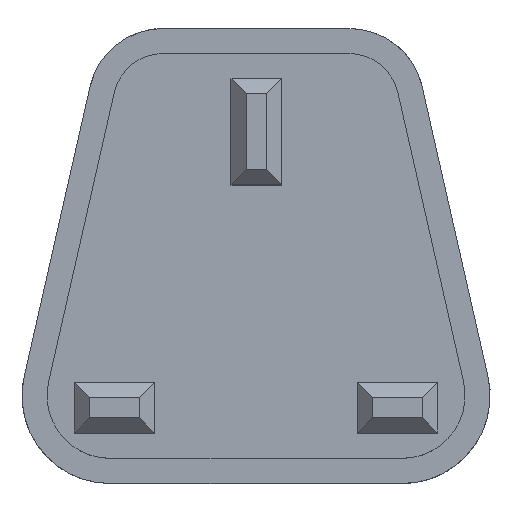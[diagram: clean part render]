
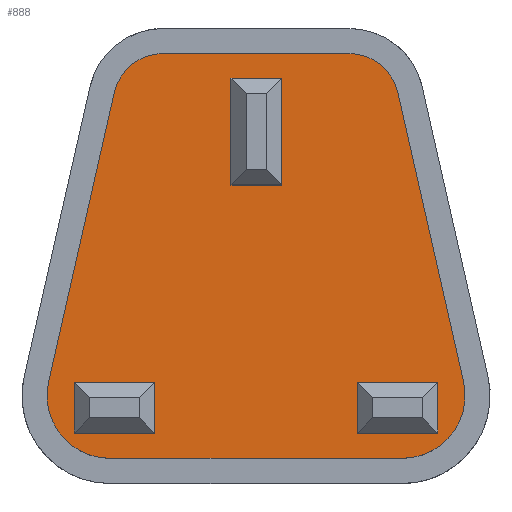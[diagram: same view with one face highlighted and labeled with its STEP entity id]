
A CAD part, top view. The second image highlights one B-rep face of the part: STEP entity #888.
In plain terms, the highlighted planar face has unit normal (0, 0, 1).
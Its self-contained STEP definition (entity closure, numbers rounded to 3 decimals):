
#31=FACE_BOUND('',#140,.T.);
#32=FACE_BOUND('',#141,.T.);
#33=FACE_BOUND('',#142,.T.);
#40=PLANE('',#967);
#83=FACE_OUTER_BOUND('',#139,.T.);
#139=EDGE_LOOP('',(#645,#646,#647,#648,#649,#650,#651,#652));
#140=EDGE_LOOP('',(#653,#654,#655,#656));
#141=EDGE_LOOP('',(#657,#658,#659,#660));
#142=EDGE_LOOP('',(#661,#662,#663,#664));
#192=CIRCLE('',#952,5.);
#194=CIRCLE('',#956,4.);
#196=CIRCLE('',#960,4.);
#198=CIRCLE('',#964,5.);
#216=LINE('',#1290,#313);
#220=LINE('',#1302,#317);
#224=LINE('',#1314,#321);
#228=LINE('',#1325,#325);
#230=LINE('',#1330,#327);
#231=LINE('',#1332,#328);
#232=LINE('',#1334,#329);
#233=LINE('',#1335,#330);
#234=LINE('',#1338,#331);
#235=LINE('',#1340,#332);
#236=LINE('',#1342,#333);
#237=LINE('',#1343,#334);
#238=LINE('',#1346,#335);
#239=LINE('',#1348,#336);
#240=LINE('',#1350,#337);
#241=LINE('',#1351,#338);
#313=VECTOR('',#1040,10.);
#317=VECTOR('',#1052,10.);
#321=VECTOR('',#1064,10.);
#325=VECTOR('',#1076,10.);
#327=VECTOR('',#1080,10.);
#328=VECTOR('',#1081,10.);
#329=VECTOR('',#1082,10.);
#330=VECTOR('',#1083,10.);
#331=VECTOR('',#1084,10.);
#332=VECTOR('',#1085,10.);
#333=VECTOR('',#1086,10.);
#334=VECTOR('',#1087,10.);
#335=VECTOR('',#1088,10.);
#336=VECTOR('',#1089,10.);
#337=VECTOR('',#1090,10.);
#338=VECTOR('',#1091,10.);
#409=VERTEX_POINT('',#1281);
#410=VERTEX_POINT('',#1283);
#412=VERTEX_POINT('',#1289);
#414=VERTEX_POINT('',#1295);
#416=VERTEX_POINT('',#1301);
#418=VERTEX_POINT('',#1307);
#420=VERTEX_POINT('',#1313);
#422=VERTEX_POINT('',#1319);
#424=VERTEX_POINT('',#1328);
#425=VERTEX_POINT('',#1329);
#426=VERTEX_POINT('',#1331);
#427=VERTEX_POINT('',#1333);
#428=VERTEX_POINT('',#1336);
#429=VERTEX_POINT('',#1337);
#430=VERTEX_POINT('',#1339);
#431=VERTEX_POINT('',#1341);
#432=VERTEX_POINT('',#1344);
#433=VERTEX_POINT('',#1345);
#434=VERTEX_POINT('',#1347);
#435=VERTEX_POINT('',#1349);
#487=EDGE_CURVE('',#409,#410,#192,.T.);
#490=EDGE_CURVE('',#410,#412,#216,.T.);
#493=EDGE_CURVE('',#412,#414,#194,.T.);
#496=EDGE_CURVE('',#414,#416,#220,.T.);
#499=EDGE_CURVE('',#416,#418,#196,.T.);
#502=EDGE_CURVE('',#418,#420,#224,.T.);
#505=EDGE_CURVE('',#420,#422,#198,.T.);
#508=EDGE_CURVE('',#422,#409,#228,.T.);
#510=EDGE_CURVE('',#424,#425,#230,.T.);
#511=EDGE_CURVE('',#426,#424,#231,.T.);
#512=EDGE_CURVE('',#427,#426,#232,.T.);
#513=EDGE_CURVE('',#425,#427,#233,.T.);
#514=EDGE_CURVE('',#428,#429,#234,.T.);
#515=EDGE_CURVE('',#430,#428,#235,.T.);
#516=EDGE_CURVE('',#431,#430,#236,.T.);
#517=EDGE_CURVE('',#429,#431,#237,.T.);
#518=EDGE_CURVE('',#432,#433,#238,.T.);
#519=EDGE_CURVE('',#434,#432,#239,.T.);
#520=EDGE_CURVE('',#435,#434,#240,.T.);
#521=EDGE_CURVE('',#433,#435,#241,.T.);
#645=ORIENTED_EDGE('',*,*,#505,.F.);
#646=ORIENTED_EDGE('',*,*,#502,.F.);
#647=ORIENTED_EDGE('',*,*,#499,.F.);
#648=ORIENTED_EDGE('',*,*,#496,.F.);
#649=ORIENTED_EDGE('',*,*,#493,.F.);
#650=ORIENTED_EDGE('',*,*,#490,.F.);
#651=ORIENTED_EDGE('',*,*,#487,.F.);
#652=ORIENTED_EDGE('',*,*,#508,.F.);
#653=ORIENTED_EDGE('',*,*,#510,.F.);
#654=ORIENTED_EDGE('',*,*,#511,.F.);
#655=ORIENTED_EDGE('',*,*,#512,.F.);
#656=ORIENTED_EDGE('',*,*,#513,.F.);
#657=ORIENTED_EDGE('',*,*,#514,.F.);
#658=ORIENTED_EDGE('',*,*,#515,.F.);
#659=ORIENTED_EDGE('',*,*,#516,.F.);
#660=ORIENTED_EDGE('',*,*,#517,.F.);
#661=ORIENTED_EDGE('',*,*,#518,.F.);
#662=ORIENTED_EDGE('',*,*,#519,.F.);
#663=ORIENTED_EDGE('',*,*,#520,.F.);
#664=ORIENTED_EDGE('',*,*,#521,.F.);
#888=ADVANCED_FACE('',(#83,#31,#32,#33),#40,.T.);
#952=AXIS2_PLACEMENT_3D('',#1284,#1033,#1034);
#956=AXIS2_PLACEMENT_3D('',#1296,#1045,#1046);
#960=AXIS2_PLACEMENT_3D('',#1308,#1057,#1058);
#964=AXIS2_PLACEMENT_3D('',#1320,#1069,#1070);
#967=AXIS2_PLACEMENT_3D('',#1327,#1078,#1079);
#1033=DIRECTION('center_axis',(0.,0.,
-1.));
#1034=DIRECTION('ref_axis',(-0.975,0.221,0.));
#1040=DIRECTION('',(0.221,0.975,0.));
#1045=DIRECTION('center_axis',(0.,0.,
-1.));
#1046=DIRECTION('ref_axis',(0.,1.,0.));
#1052=DIRECTION('',(1.,0.,0.));
#1057=DIRECTION('center_axis',(0.,0.,
-1.));
#1058=DIRECTION('ref_axis',(0.975,0.221,0.));
#1064=DIRECTION('',(0.221,-0.975,0.));
#1069=DIRECTION('center_axis',(0.,0.,
-1.));
#1070=DIRECTION('ref_axis',(0.,-1.,0.));
#1076=DIRECTION('',(-1.,0.,0.));
#1078=DIRECTION('center_axis',(0.,0.,
1.));
#1079=DIRECTION('ref_axis',(-1.,0.,0.));
#1080=DIRECTION('',(1.,0.,0.));
#1081=DIRECTION('',(0.,-1.,0.));
#1082=DIRECTION('',(-1.,0.,0.));
#1083=DIRECTION('',(0.,1.,0.));
#1084=DIRECTION('',(0.,-1.,0.));
#1085=DIRECTION('',(-1.,0.,0.));
#1086=DIRECTION('',(0.,1.,0.));
#1087=DIRECTION('',(1.,0.,0.));
#1088=DIRECTION('',(1.,0.,0.));
#1089=DIRECTION('',(0.,-1.,0.));
#1090=DIRECTION('',(-1.,0.,0.));
#1091=DIRECTION('',(0.,1.,0.));
#1281=CARTESIAN_POINT('',(-11.778,2.138,7.999));
#1283=CARTESIAN_POINT('',(-16.654,8.245,7.999));
#1284=CARTESIAN_POINT('Origin',(-11.778,7.138,7.999));
#1289=CARTESIAN_POINT('',(-11.42,31.298,7.999));
#1290=CARTESIAN_POINT('',(-16.654,8.245,7.999));
#1295=CARTESIAN_POINT('',(-7.519,34.413,7.999));
#1296=CARTESIAN_POINT('Origin',(-7.519,30.413,7.999));
#1301=CARTESIAN_POINT('',(7.287,34.413,7.999));
#1302=CARTESIAN_POINT('',(-7.519,34.413,7.999));
#1307=CARTESIAN_POINT('',(11.188,31.298,7.999));
#1308=CARTESIAN_POINT('Origin',(7.287,30.413,7.999));
#1313=CARTESIAN_POINT('',(16.422,8.245,7.999));
#1314=CARTESIAN_POINT('',(11.188,31.298,7.999));
#1319=CARTESIAN_POINT('',(11.546,2.138,7.999));
#1320=CARTESIAN_POINT('Origin',(11.546,7.138,7.999));
#1325=CARTESIAN_POINT('',(11.546,2.138,7.999));
#1327=CARTESIAN_POINT('Origin',(-11.778,0.138,7.999));
#1328=CARTESIAN_POINT('',(-14.616,4.138,7.999));
#1329=CARTESIAN_POINT('',(-8.216,4.138,7.999));
#1330=CARTESIAN_POINT('',(-14.616,4.138,7.999));
#1331=CARTESIAN_POINT('',(-14.616,8.188,7.999));
#1332=CARTESIAN_POINT('',(-14.616,8.188,7.999));
#1333=CARTESIAN_POINT('',(-8.216,8.188,7.999));
#1334=CARTESIAN_POINT('',(-8.216,8.188,7.999));
#1335=CARTESIAN_POINT('',(-8.216,4.138,7.999));
#1336=CARTESIAN_POINT('',(-2.116,32.413,7.999));
#1337=CARTESIAN_POINT('',(-2.116,23.913,7.999));
#1338=CARTESIAN_POINT('',(-2.116,32.413,7.999));
#1339=CARTESIAN_POINT('',(1.884,32.413,7.999));
#1340=CARTESIAN_POINT('',(1.884,32.413,7.999));
#1341=CARTESIAN_POINT('',(1.884,23.913,7.999));
#1342=CARTESIAN_POINT('',(1.884,23.913,7.999));
#1343=CARTESIAN_POINT('',(-2.116,23.913,7.999));
#1344=CARTESIAN_POINT('',(7.984,4.138,7.999));
#1345=CARTESIAN_POINT('',(14.384,4.138,7.999));
#1346=CARTESIAN_POINT('',(7.984,4.138,7.999));
#1347=CARTESIAN_POINT('',(7.984,8.188,7.999));
#1348=CARTESIAN_POINT('',(7.984,8.188,7.999));
#1349=CARTESIAN_POINT('',(14.384,8.188,7.999));
#1350=CARTESIAN_POINT('',(14.384,8.188,7.999));
#1351=CARTESIAN_POINT('',(14.384,4.138,7.999));
